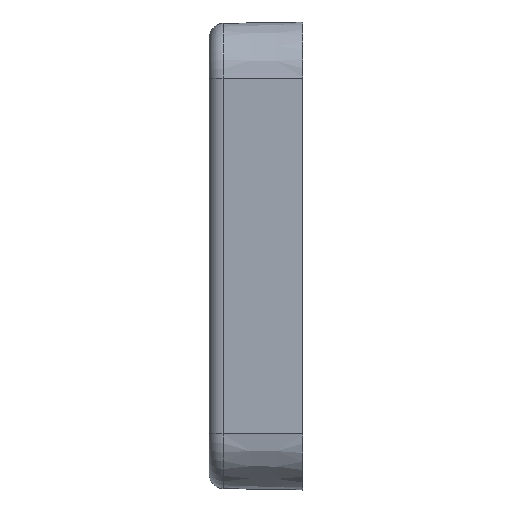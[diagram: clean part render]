
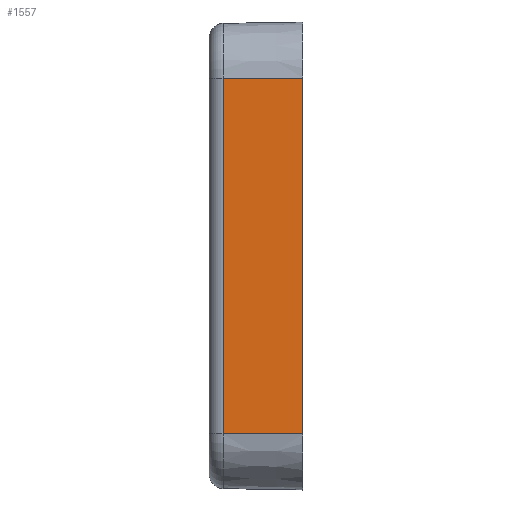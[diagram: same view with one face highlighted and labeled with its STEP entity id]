
A CAD part, left-side view. The second image highlights one B-rep face of the part: STEP entity #1557.
In plain terms, the highlighted planar face has unit normal (-1, 0.018, 0).
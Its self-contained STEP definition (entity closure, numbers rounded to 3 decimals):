
#153 = CARTESIAN_POINT ( 'NONE',  ( -32.352, 8.503, -19. ) ) ;
#184 = DIRECTION ( 'NONE',  ( -0.017, -1., 0. ) ) ;
#675 = LINE ( 'NONE', #3036, #2515 ) ;
#722 = DIRECTION ( 'NONE',  ( 0., 0., -1. ) ) ;
#724 = VERTEX_POINT ( 'NONE', #1413 ) ;
#764 = CARTESIAN_POINT ( 'NONE',  ( -32.5, 0., 19. ) ) ;
#805 = CARTESIAN_POINT ( 'NONE',  ( -32.5, 0., 0. ) ) ;
#832 = ORIENTED_EDGE ( 'NONE', *, *, #3297, .T. ) ;
#1004 = ORIENTED_EDGE ( 'NONE', *, *, #4122, .F. ) ;
#1285 = FACE_OUTER_BOUND ( 'NONE', #2676, .T. ) ;
#1413 = CARTESIAN_POINT ( 'NONE',  ( -32.5, 0., -19. ) ) ;
#1557 = ADVANCED_FACE ( 'NONE', ( #1285 ), #5057, .T. ) ;
#2404 = DIRECTION ( 'NONE',  ( -0.017, -1., 0. ) ) ;
#2515 = VECTOR ( 'NONE', #4616, 1000. ) ;
#2676 = EDGE_LOOP ( 'NONE', ( #1004, #832, #4028, #3345 ) ) ;
#2879 = EDGE_CURVE ( 'NONE', #724, #5262, #675, .T. ) ;
#3036 = CARTESIAN_POINT ( 'NONE',  ( -32.5, 0., 0. ) ) ;
#3077 = LINE ( 'NONE', #4994, #4503 ) ;
#3271 = AXIS2_PLACEMENT_3D ( 'NONE', #805, #5597, #5106 ) ;
#3297 = EDGE_CURVE ( 'NONE', #3586, #5507, #3077, .T. ) ;
#3345 = ORIENTED_EDGE ( 'NONE', *, *, #2879, .T. ) ;
#3586 = VERTEX_POINT ( 'NONE', #6927 ) ;
#3901 = VECTOR ( 'NONE', #2404, 1000. ) ;
#4028 = ORIENTED_EDGE ( 'NONE', *, *, #6184, .T. ) ;
#4122 = EDGE_CURVE ( 'NONE', #3586, #5262, #5326, .T. ) ;
#4440 = CARTESIAN_POINT ( 'NONE',  ( -32.5, 0., -19. ) ) ;
#4503 = VECTOR ( 'NONE', #722, 1000. ) ;
#4602 = VECTOR ( 'NONE', #184, 1000. ) ;
#4616 = DIRECTION ( 'NONE',  ( 0., 0., 1. ) ) ;
#4994 = CARTESIAN_POINT ( 'NONE',  ( -32.352, 8.503, -19. ) ) ;
#5057 = PLANE ( 'NONE',  #3271 ) ;
#5106 = DIRECTION ( 'NONE',  ( -0.017, -1., 0. ) ) ;
#5262 = VERTEX_POINT ( 'NONE', #6383 ) ;
#5266 = LINE ( 'NONE', #4440, #4602 ) ;
#5326 = LINE ( 'NONE', #764, #3901 ) ;
#5507 = VERTEX_POINT ( 'NONE', #153 ) ;
#5597 = DIRECTION ( 'NONE',  ( -1., 0.017, 0. ) ) ;
#6184 = EDGE_CURVE ( 'NONE', #5507, #724, #5266, .T. ) ;
#6383 = CARTESIAN_POINT ( 'NONE',  ( -32.5, 0., 19. ) ) ;
#6927 = CARTESIAN_POINT ( 'NONE',  ( -32.352, 8.503, 19. ) ) ;
